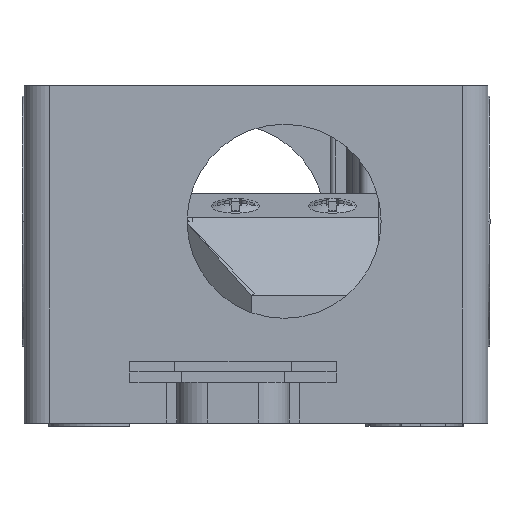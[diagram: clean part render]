
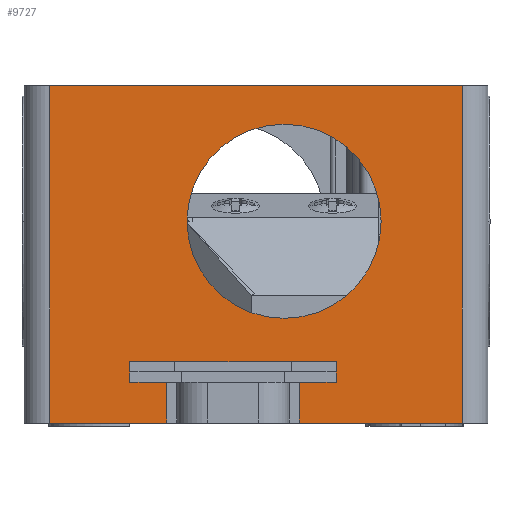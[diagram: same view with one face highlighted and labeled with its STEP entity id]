
A CAD part, front view. The second image highlights one B-rep face of the part: STEP entity #9727.
In plain terms, the highlighted face is planar.
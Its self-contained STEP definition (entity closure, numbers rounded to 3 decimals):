
#549=VECTOR('',#11400,1.);
#619=VECTOR('',#11639,1.);
#633=VECTOR('',#11665,1.);
#821=VECTOR('',#12026,1.);
#834=VECTOR('',#12041,1.);
#1022=VECTOR('',#12371,1.);
#1040=VECTOR('',#12398,1.);
#1042=VECTOR('',#12401,1.);
#1078=VECTOR('',#12466,1.);
#1083=VECTOR('',#12479,1.);
#1084=VECTOR('',#12480,1.);
#1085=VECTOR('',#12481,1.);
#1616=LINE('',#14313,#549);
#1686=LINE('',#14603,#619);
#1700=LINE('',#14643,#633);
#1888=LINE('',#15339,#821);
#1901=LINE('',#15363,#834);
#2089=LINE('',#15771,#1022);
#2107=LINE('',#15810,#1040);
#2109=LINE('',#15815,#1042);
#2145=LINE('',#15892,#1078);
#2150=LINE('',#15904,#1083);
#2151=LINE('',#15905,#1084);
#2152=LINE('',#15906,#1085);
#2747=VERTEX_POINT('',#14312);
#2748=VERTEX_POINT('',#14314);
#2880=VERTEX_POINT('',#14602);
#2881=VERTEX_POINT('',#14604);
#2900=VERTEX_POINT('',#14642);
#2901=VERTEX_POINT('',#14644);
#3109=VERTEX_POINT('',#15338);
#3110=VERTEX_POINT('',#15340);
#3118=VERTEX_POINT('',#15362);
#3119=VERTEX_POINT('',#15364);
#3243=VERTEX_POINT('',#15800);
#3248=VERTEX_POINT('',#15813);
#3271=VERTEX_POINT('',#15908);
#3272=VERTEX_POINT('',#15909);
#3691=CIRCLE('',#10515,9.5);
#3692=CIRCLE('',#10516,9.5);
#4135=EDGE_CURVE('',#2748,#2747,#1616,.T.);
#4279=EDGE_CURVE('',#2881,#2880,#1686,.T.);
#4299=EDGE_CURVE('',#2901,#2900,#1700,.T.);
#4564=EDGE_CURVE('',#3110,#3109,#1888,.T.);
#4577=EDGE_CURVE('',#3119,#3118,#1901,.T.);
#4792=EDGE_CURVE('',#3109,#3119,#2089,.T.);
#4812=EDGE_CURVE('',#3243,#3110,#2107,.T.);
#4814=EDGE_CURVE('',#3118,#3248,#2109,.T.);
#4854=EDGE_CURVE('',#2880,#3243,#2145,.T.);
#4860=EDGE_CURVE('',#3248,#2901,#2150,.T.);
#4861=EDGE_CURVE('',#2900,#2748,#2151,.T.);
#4862=EDGE_CURVE('',#2881,#2747,#2152,.T.);
#4863=EDGE_CURVE('',#3271,#3272,#3691,.T.);
#4864=EDGE_CURVE('',#3272,#3271,#3692,.T.);
#6785=ORIENTED_EDGE('',*,*,#4814,.T.);
#6786=ORIENTED_EDGE('',*,*,#4860,.T.);
#6787=ORIENTED_EDGE('',*,*,#4299,.T.);
#6788=ORIENTED_EDGE('',*,*,#4861,.T.);
#6789=ORIENTED_EDGE('',*,*,#4135,.T.);
#6790=ORIENTED_EDGE('',*,*,#4862,.F.);
#6791=ORIENTED_EDGE('',*,*,#4279,.T.);
#6792=ORIENTED_EDGE('',*,*,#4854,.T.);
#6793=ORIENTED_EDGE('',*,*,#4812,.T.);
#6794=ORIENTED_EDGE('',*,*,#4564,.T.);
#6795=ORIENTED_EDGE('',*,*,#4792,.T.);
#6796=ORIENTED_EDGE('',*,*,#4577,.T.);
#6797=ORIENTED_EDGE('',*,*,#4863,.T.);
#6798=ORIENTED_EDGE('',*,*,#4864,.T.);
#8598=EDGE_LOOP('',(#6785,#6786,#6787,#6788,#6789,#6790,#6791,#6792,#6793,
#6794,#6795,#6796));
#8599=EDGE_LOOP('',(#6797,#6798));
#9178=FACE_BOUND('',#8598,.T.);
#9179=FACE_BOUND('',#8599,.T.);
#9727=ADVANCED_FACE('',(#9178,#9179),#17227,.T.);
#10514=AXIS2_PLACEMENT_3D('',#15903,#12478,$);
#10515=AXIS2_PLACEMENT_3D('',#15907,#12482,#12483);
#10516=AXIS2_PLACEMENT_3D('',#15910,#12484,#12485);
#11400=DIRECTION('',(0.,-1.,0.));
#11639=DIRECTION('',(0.,1.,0.));
#11665=DIRECTION('',(0.,1.,0.));
#12026=DIRECTION('',(0.,0.,1.));
#12041=DIRECTION('',(0.,0.,-1.));
#12371=DIRECTION('',(0.,1.,0.));
#12398=DIRECTION('',(0.,-1.,0.));
#12401=DIRECTION('',(0.,-1.,0.));
#12466=DIRECTION('',(0.,0.,1.));
#12478=DIRECTION('',(1.,0.,0.));
#12479=DIRECTION('',(0.,0.,-1.));
#12480=DIRECTION('',(0.,0.,1.));
#12481=DIRECTION('',(0.,0.,1.));
#12482=DIRECTION('',(-1.,0.,0.));
#12483=DIRECTION('',(0.,0.,9.5));
#12484=DIRECTION('',(-1.,0.,0.));
#12485=DIRECTION('',(0.,0.,9.5));
#14312=CARTESIAN_POINT('',(40.,-20.2,33.));
#14313=CARTESIAN_POINT('',(40.,20.2,33.));
#14314=CARTESIAN_POINT('',(40.,20.2,33.));
#14602=CARTESIAN_POINT('',(40.,-8.75,0.));
#14603=CARTESIAN_POINT('',(40.,-20.2,0.));
#14604=CARTESIAN_POINT('',(40.,-20.2,0.));
#14642=CARTESIAN_POINT('',(40.,20.2,0.));
#14643=CARTESIAN_POINT('',(40.,4.25,0.));
#14644=CARTESIAN_POINT('',(40.,4.25,0.));
#15338=CARTESIAN_POINT('',(40.,-12.35,6.));
#15339=CARTESIAN_POINT('',(40.,-12.35,4.));
#15340=CARTESIAN_POINT('',(40.,-12.35,4.));
#15362=CARTESIAN_POINT('',(40.,7.85,4.));
#15363=CARTESIAN_POINT('',(40.,7.85,6.));
#15364=CARTESIAN_POINT('',(40.,7.85,6.));
#15771=CARTESIAN_POINT('',(40.,-12.35,6.));
#15800=CARTESIAN_POINT('',(40.,-8.75,4.));
#15810=CARTESIAN_POINT('',(40.,-8.75,4.));
#15813=CARTESIAN_POINT('',(40.,4.25,4.));
#15815=CARTESIAN_POINT('',(40.,7.85,4.));
#15892=CARTESIAN_POINT('',(40.,-8.75,0.));
#15903=CARTESIAN_POINT('',(40.,20.2,0.));
#15904=CARTESIAN_POINT('',(40.,4.25,4.));
#15905=CARTESIAN_POINT('',(40.,20.2,0.));
#15906=CARTESIAN_POINT('',(40.,-20.2,0.));
#15907=CARTESIAN_POINT('',(40.,2.75,19.75));
#15908=CARTESIAN_POINT('',(40.,2.75,10.25));
#15909=CARTESIAN_POINT('',(40.,2.75,29.25));
#15910=CARTESIAN_POINT('',(40.,2.75,19.75));
#17227=PLANE('',#10514);
